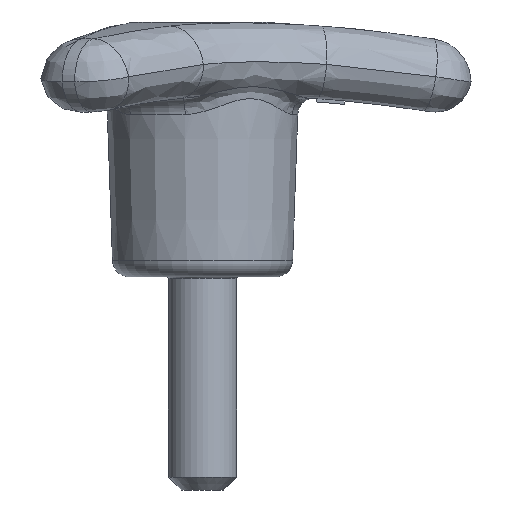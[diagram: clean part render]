
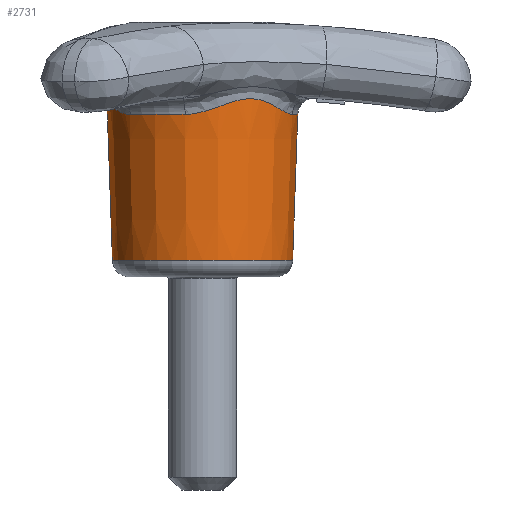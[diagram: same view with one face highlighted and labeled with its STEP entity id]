
A CAD part, front view. The second image highlights one B-rep face of the part: STEP entity #2731.
In plain terms, the highlighted conical face has half-angle 2 degrees and reference radius 10.5 mm.
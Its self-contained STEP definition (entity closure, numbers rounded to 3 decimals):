
#22=CONICAL_SURFACE('',#2975,10.5,0.035);
#141=B_SPLINE_CURVE_WITH_KNOTS('',3,(#6823,#6824,#6825,#6826,#6827,#6828,
#6829,#6830,#6831,#6832,#6833),.UNSPECIFIED.,.F.,.F.,(4,1,1,1,1,1,1,1,4),
(0.,0.002,0.004,0.006,0.008,
0.01,0.012,0.014,0.017),
 .UNSPECIFIED.);
#143=B_SPLINE_CURVE_WITH_KNOTS('',3,(#6887,#6888,#6889,#6890,#6891,#6892,
#6893,#6894,#6895,#6896,#6897),.UNSPECIFIED.,.F.,.F.,(4,1,1,1,1,1,1,1,4),
(0.,0.002,0.004,0.006,0.008,
0.01,0.012,0.014,0.016),
 .UNSPECIFIED.);
#147=B_SPLINE_CURVE_WITH_KNOTS('',3,(#6951,#6952,#6953,#6954,#6955,#6956,
#6957,#6958,#6959,#6960,#6961),.UNSPECIFIED.,.F.,.F.,(4,1,1,1,1,1,1,1,4),
(0.,0.002,0.004,0.006,0.008,
0.01,0.012,0.014,0.017),
 .UNSPECIFIED.);
#847=ORIENTED_EDGE('',*,*,#1153,.T.);
#848=ORIENTED_EDGE('',*,*,#1152,.T.);
#849=ORIENTED_EDGE('',*,*,#1151,.T.);
#850=ORIENTED_EDGE('',*,*,#1148,.T.);
#851=ORIENTED_EDGE('',*,*,#1146,.T.);
#852=ORIENTED_EDGE('',*,*,#1145,.T.);
#853=ORIENTED_EDGE('',*,*,#1143,.T.);
#1143=EDGE_CURVE('',#1335,#1336,#141,.T.);
#1145=EDGE_CURVE('',#1337,#1335,#1502,.T.);
#1146=EDGE_CURVE('',#1338,#1337,#143,.T.);
#1148=EDGE_CURVE('',#1339,#1338,#1503,.T.);
#1151=EDGE_CURVE('',#1340,#1339,#147,.T.);
#1152=EDGE_CURVE('',#1336,#1340,#1504,.T.);
#1153=EDGE_CURVE('',#1341,#1341,#1505,.F.);
#1335=VERTEX_POINT('',#6816);
#1336=VERTEX_POINT('',#6822);
#1337=VERTEX_POINT('',#6840);
#1338=VERTEX_POINT('',#6898);
#1339=VERTEX_POINT('',#6906);
#1340=VERTEX_POINT('',#6950);
#1341=VERTEX_POINT('',#6966);
#1502=CIRCLE('',#2970,11.165);
#1503=CIRCLE('',#2972,11.165);
#1504=CIRCLE('',#2974,11.165);
#1505=CIRCLE('',#2976,10.567);
#1626=EDGE_LOOP('',(#847));
#1627=EDGE_LOOP('',(#848,#849,#850,#851,#852,#853));
#1761=FACE_BOUND('',#1626,.T.);
#1762=FACE_BOUND('',#1627,.T.);
#2731=ADVANCED_FACE('',(#1761,#1762),#22,.T.);
#2970=AXIS2_PLACEMENT_3D('',#6841,#3488,#3489);
#2972=AXIS2_PLACEMENT_3D('',#6905,#3492,#3493);
#2974=AXIS2_PLACEMENT_3D('',#6963,#3496,#3497);
#2975=AXIS2_PLACEMENT_3D('',#6964,#3498,#3499);
#2976=AXIS2_PLACEMENT_3D('',#6965,#3500,#3501);
#3488=DIRECTION('',(0.,0.,-1.));
#3489=DIRECTION('',(-1.,0.,0.));
#3492=DIRECTION('',(0.,0.,-1.));
#3493=DIRECTION('',(-1.,0.,0.));
#3496=DIRECTION('',(0.,0.,-1.));
#3497=DIRECTION('',(-1.,0.,0.));
#3498=DIRECTION('',(0.,0.,1.));
#3499=DIRECTION('',(1.,0.,0.));
#3500=DIRECTION('',(0.,0.,-1.));
#3501=DIRECTION('',(-1.,0.,0.));
#6816=CARTESIAN_POINT('',(-2.046,10.976,19.05));
#6822=CARTESIAN_POINT('',(10.529,3.716,19.05));
#6823=CARTESIAN_POINT('',(-2.046,10.976,19.05));
#6824=CARTESIAN_POINT('',(-1.367,11.103,19.05));
#6825=CARTESIAN_POINT('',(-0.007,11.232,19.283));
#6826=CARTESIAN_POINT('',(1.918,11.086,19.954));
#6827=CARTESIAN_POINT('',(3.786,10.625,20.661));
#6828=CARTESIAN_POINT('',(5.656,9.782,21.019));
#6829=CARTESIAN_POINT('',(7.331,8.571,20.652));
#6830=CARTESIAN_POINT('',(8.645,7.199,19.951));
#6831=CARTESIAN_POINT('',(9.745,5.584,19.276));
#6832=CARTESIAN_POINT('',(10.299,4.368,19.05));
#6833=CARTESIAN_POINT('',(10.529,3.716,19.05));
#6840=CARTESIAN_POINT('',(-8.483,7.26,19.05));
#6841=CARTESIAN_POINT('',(0.,0.,19.05));
#6887=CARTESIAN_POINT('',(-8.483,-7.26,19.05));
#6888=CARTESIAN_POINT('',(-8.931,-6.736,19.05));
#6889=CARTESIAN_POINT('',(-9.709,-5.645,19.277));
#6890=CARTESIAN_POINT('',(-10.556,-3.891,19.95));
#6891=CARTESIAN_POINT('',(-11.089,-2.061,20.652));
#6892=CARTESIAN_POINT('',(-11.298,-0.023,21.018));
#6893=CARTESIAN_POINT('',(-11.098,2.021,20.665));
#6894=CARTESIAN_POINT('',(-10.56,3.881,19.955));
#6895=CARTESIAN_POINT('',(-9.73,5.612,19.286));
#6896=CARTESIAN_POINT('',(-8.933,6.734,19.05));
#6897=CARTESIAN_POINT('',(-8.483,7.26,19.05));
#6898=CARTESIAN_POINT('',(-8.483,-7.26,19.05));
#6905=CARTESIAN_POINT('',(0.,0.,19.05));
#6906=CARTESIAN_POINT('',(-2.046,-10.976,19.05));
#6950=CARTESIAN_POINT('',(10.529,-3.717,19.05));
#6951=CARTESIAN_POINT('',(10.529,-3.717,19.05));
#6952=CARTESIAN_POINT('',(10.299,-4.368,19.05));
#6953=CARTESIAN_POINT('',(9.731,-5.61,19.283));
#6954=CARTESIAN_POINT('',(8.642,-7.204,19.954));
#6955=CARTESIAN_POINT('',(7.308,-8.592,20.661));
#6956=CARTESIAN_POINT('',(5.643,-9.789,21.019));
#6957=CARTESIAN_POINT('',(3.757,-10.635,20.652));
#6958=CARTESIAN_POINT('',(1.912,-11.087,19.951));
#6959=CARTESIAN_POINT('',(-0.037,-11.231,19.276));
#6960=CARTESIAN_POINT('',(-1.366,-11.103,19.05));
#6961=CARTESIAN_POINT('',(-2.046,-10.976,19.05));
#6963=CARTESIAN_POINT('',(0.,0.,19.05));
#6964=CARTESIAN_POINT('',(0.,0.,0.));
#6965=CARTESIAN_POINT('',(0.,0.,1.93));
#6966=CARTESIAN_POINT('',(-10.567,0.,1.93));
